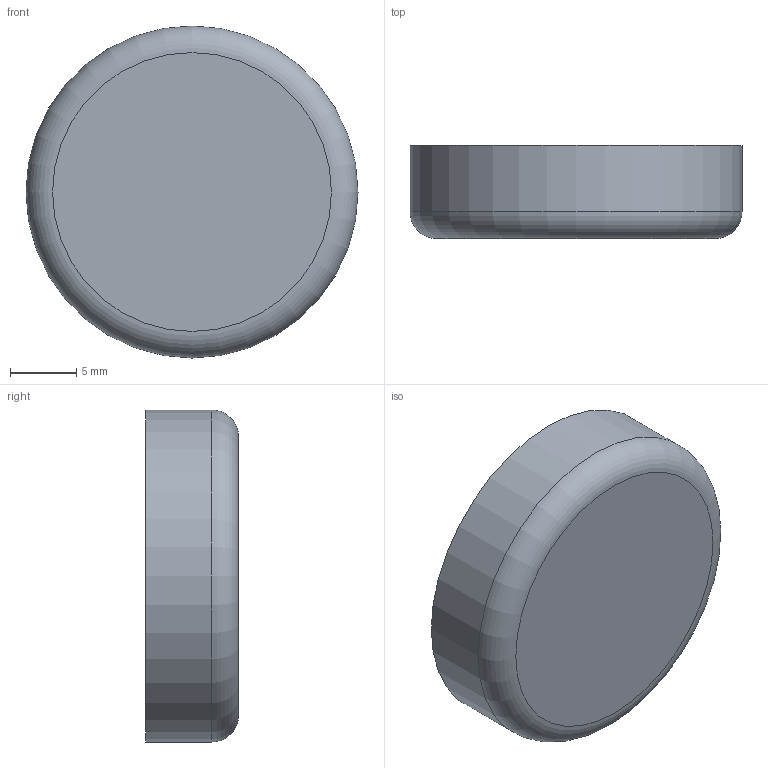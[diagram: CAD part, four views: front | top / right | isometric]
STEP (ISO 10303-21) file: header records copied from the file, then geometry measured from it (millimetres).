
FILE_DESCRIPTION(/* description */ (''),/* implementation_level */ '2;1');
FILE_NAME(/* name */ 'GM16405.stp',/* time_stamp */ '2019-09-25T08:06:16+02:00',/* author */ ('PV'),/* organization */ (''),/* preprocessor_version */ 'ST-DEVELOPER v17.2',/* originating_system */ 'Autodesk Inventor 2019',/* authorisation */ '');
FILE_SCHEMA (('AUTOMOTIVE_DESIGN { 1 0 10303 214 3 1 1 }'));
Length unit declared in the file: millimetre
Products named in the file (4): GM16405; E0120607; E0120608; E0120609
Assembly tree (3 placements, depth 2):
  GM16405
    E0120607
    E0120608
    E0120609
Bounding box: 25 x 7 x 25 mm (x, y, z)
Volume: 3371.1 mm3; surface area: 3844.7 mm2
Topology: 3 solids, 3 shells, 14 faces, 36 edges, 28 vertices
Faces by surface type: plane 6, cylinder 5, torus 3
Full cylindrical faces by diameter (mm): 21.6 x2, 22.6 x2, 25 x1
Entity records: 635 total; most frequent: DIRECTION 109, CARTESIAN_POINT 85, ORIENTED_EDGE 72, AXIS2_PLACEMENT_3D 52, EDGE_CURVE 36, CIRCLE 31, VERTEX_POINT 28, EDGE_LOOP 16
